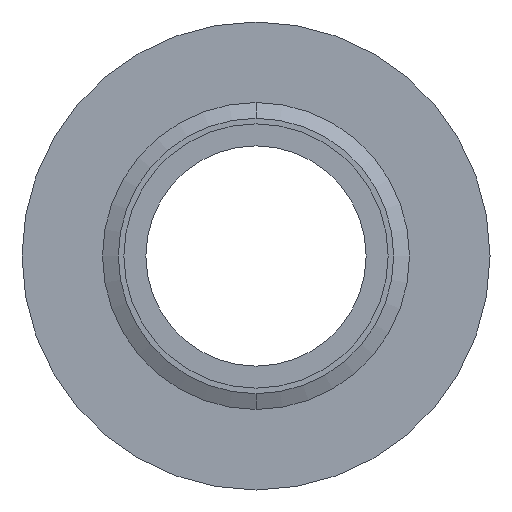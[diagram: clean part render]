
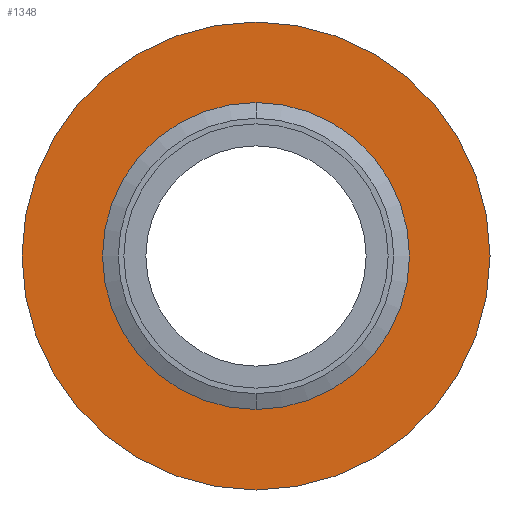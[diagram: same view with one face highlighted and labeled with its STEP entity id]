
A CAD part, front view. The second image highlights one B-rep face of the part: STEP entity #1348.
In plain terms, the highlighted planar face has unit normal (0, -1, 0).
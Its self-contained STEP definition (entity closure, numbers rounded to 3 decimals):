
#2 = FACE_BOUND ( 'NONE', #1138, .T. ) ;
#7 = DIRECTION ( 'NONE',  ( 0., 0., 1. ) ) ;
#19 = CIRCLE ( 'NONE', #49, 21.25 ) ;
#28 = VERTEX_POINT ( 'NONE', #974 ) ;
#34 = CARTESIAN_POINT ( 'NONE',  ( 0., 6., -21.25 ) ) ;
#49 = AXIS2_PLACEMENT_3D ( 'NONE', #867, #317, #1064 ) ;
#133 = AXIS2_PLACEMENT_3D ( 'NONE', #631, #190, #402 ) ;
#137 = ORIENTED_EDGE ( 'NONE', *, *, #523, .T. ) ;
#168 = CIRCLE ( 'NONE', #709, 21.25 ) ;
#179 = EDGE_CURVE ( 'NONE', #28, #652, #168, .T. ) ;
#190 = DIRECTION ( 'NONE',  ( 0., 1., 0. ) ) ;
#230 = VERTEX_POINT ( 'NONE', #1024 ) ;
#310 = DIRECTION ( 'NONE',  ( 0., 1., 0. ) ) ;
#317 = DIRECTION ( 'NONE',  ( 0., 1., 0. ) ) ;
#402 = DIRECTION ( 'NONE',  ( 0., 0., 1. ) ) ;
#404 = DIRECTION ( 'NONE',  ( 0., 0., 1. ) ) ;
#420 = CIRCLE ( 'NONE', #1183, 13.935 ) ;
#458 = EDGE_CURVE ( 'NONE', #230, #801, #981, .T. ) ;
#489 = ORIENTED_EDGE ( 'NONE', *, *, #891, .F. ) ;
#523 = EDGE_CURVE ( 'NONE', #801, #230, #420, .T. ) ;
#526 = DIRECTION ( 'NONE',  ( 0., 1., 0. ) ) ;
#585 = DIRECTION ( 'NONE',  ( 0., 0., 1. ) ) ;
#626 = AXIS2_PLACEMENT_3D ( 'NONE', #1070, #310, #404 ) ;
#631 = CARTESIAN_POINT ( 'NONE',  ( 0., 6., 0. ) ) ;
#645 = PLANE ( 'NONE',  #626 ) ;
#652 = VERTEX_POINT ( 'NONE', #34 ) ;
#709 = AXIS2_PLACEMENT_3D ( 'NONE', #1244, #1345, #585 ) ;
#745 = CARTESIAN_POINT ( 'NONE',  ( 0., 6., 0. ) ) ;
#758 = FACE_OUTER_BOUND ( 'NONE', #836, .T. ) ;
#801 = VERTEX_POINT ( 'NONE', #1060 ) ;
#836 = EDGE_LOOP ( 'NONE', ( #489, #1360 ) ) ;
#867 = CARTESIAN_POINT ( 'NONE',  ( 0., 6., 0. ) ) ;
#891 = EDGE_CURVE ( 'NONE', #652, #28, #19, .T. ) ;
#974 = CARTESIAN_POINT ( 'NONE',  ( 0., 6., 21.25 ) ) ;
#981 = CIRCLE ( 'NONE', #133, 13.935 ) ;
#1024 = CARTESIAN_POINT ( 'NONE',  ( 0., 6., 13.935 ) ) ;
#1060 = CARTESIAN_POINT ( 'NONE',  ( 0., 6., -13.935 ) ) ;
#1064 = DIRECTION ( 'NONE',  ( 0., 0., 1. ) ) ;
#1070 = CARTESIAN_POINT ( 'NONE',  ( 0., 6., 0. ) ) ;
#1121 = ORIENTED_EDGE ( 'NONE', *, *, #458, .T. ) ;
#1138 = EDGE_LOOP ( 'NONE', ( #1121, #137 ) ) ;
#1183 = AXIS2_PLACEMENT_3D ( 'NONE', #745, #526, #7 ) ;
#1244 = CARTESIAN_POINT ( 'NONE',  ( 0., 6., 0. ) ) ;
#1345 = DIRECTION ( 'NONE',  ( 0., 1., 0. ) ) ;
#1348 = ADVANCED_FACE ( 'NONE', ( #2, #758 ), #645, .F. ) ;
#1360 = ORIENTED_EDGE ( 'NONE', *, *, #179, .F. ) ;
